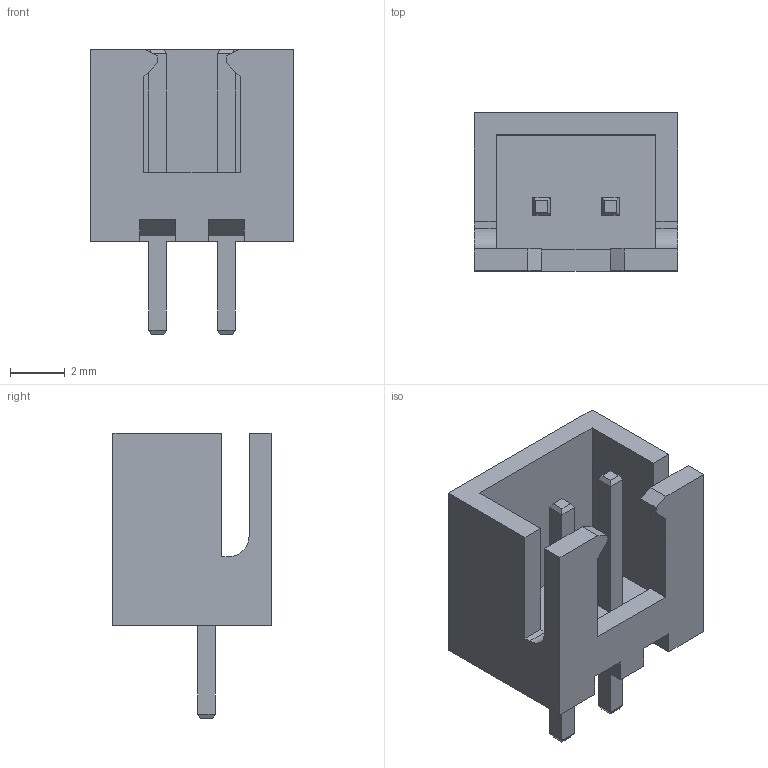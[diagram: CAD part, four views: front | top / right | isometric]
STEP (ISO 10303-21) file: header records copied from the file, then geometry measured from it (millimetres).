
FILE_DESCRIPTION(/* description */ (''),/* implementation_level */ '2;1');
FILE_NAME(/* name */ 'B2B_XH_A.step',/* time_stamp */ '2020-09-06T16:24:20+02:00',/* author */ (''),/* organization */ (''),/* preprocessor_version */ 'ST-DEVELOPER v18.1',/* originating_system */ 'Autodesk Translation Framework v9.3.0.1241',/* authorisation */ '');
FILE_SCHEMA (('AUTOMOTIVE_DESIGN { 1 0 10303 214 3 1 1 }'));
Length unit declared in the file: millimetre
Products named in the file (2): (Unsaved); Component4
Assembly tree (1 placements, depth 2):
  (Unsaved)
    Component4
Bounding box: 7.4 x 5.75 x 10.4 mm (x, y, z)
Volume: 143.2 mm3; surface area: 409.1 mm2
Topology: 1 solids, 1 shells, 72 faces, 188 edges, 120 vertices
Faces by surface type: plane 70, cylinder 2
Entity records: 2216 total; most frequent: CARTESIAN_POINT 383, ORIENTED_EDGE 376, DIRECTION 342, EDGE_CURVE 188, LINE 184, VECTOR 184, VERTEX_POINT 120, AXIS2_PLACEMENT_3D 79
